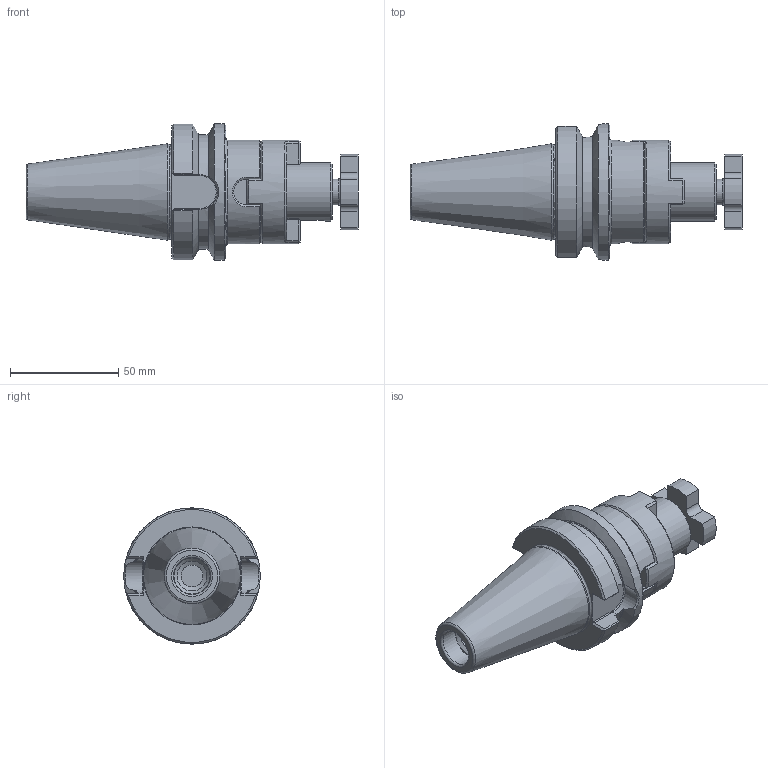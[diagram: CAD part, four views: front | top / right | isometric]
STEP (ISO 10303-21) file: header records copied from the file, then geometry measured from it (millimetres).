
FILE_DESCRIPTION( ( 'Unknown' ), '1' );
FILE_NAME( '214042730-B.stp', 'Unknown', ( 'Unknown' ), ( 'Unknown' ), 'PSStep 15.0.49', 'Unknown', ' ' );
FILE_SCHEMA( ( 'AUTOMOTIVE_DESIGN { 1 0 10303 214 1 1 1 1 }' ) );
Length unit declared in the file: millimetre
Products named in the file (3): 1; 2; 3
Bounding box: 153.4 x 63 x 63 mm (x, y, z)
Volume: 185528 mm3; surface area: 38999.6 mm2
Topology: 3 solids, 3 shells, 215 faces, 529 edges, 322 vertices
Faces by surface type: plane 126, cone 35, cylinder 35, torus 13, bspline 6
Full cylindrical faces by diameter (mm): 10.106 x2, 12 x1, 13 x1, 13.835 x2, 17 x1, 26.4 x1, 27 x2, 48 x2, 63 x1
Entity records: 8370 total; most frequent: CARTESIAN_POINT 1905, ORIENTED_EDGE 974, DIRECTION 940, EDGE_CURVE 487, AXIS2_PLACEMENT_3D 354, VERTEX_POINT 311, EDGE_LOOP 250, FACE_OUTER_BOUND 234
